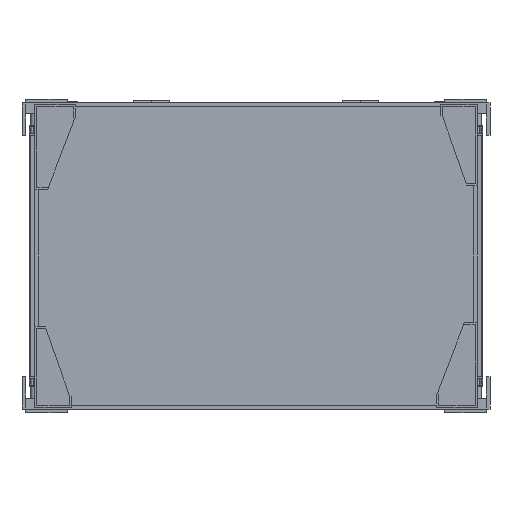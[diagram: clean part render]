
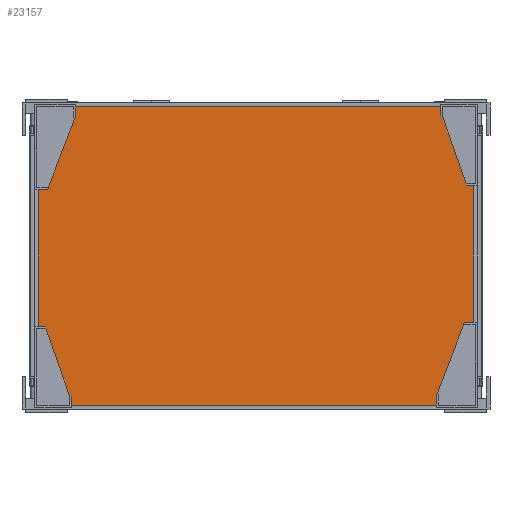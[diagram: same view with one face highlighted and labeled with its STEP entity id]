
A CAD part, front view. The second image highlights one B-rep face of the part: STEP entity #23157.
In plain terms, the highlighted planar face has unit normal (0, -1, 0).
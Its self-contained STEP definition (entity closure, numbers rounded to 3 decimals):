
#560 = LINE ( 'NONE', #9961, #3921 ) ;
#1312 = DIRECTION ( 'NONE',  ( -1., 0., 0. ) ) ;
#2150 = DIRECTION ( 'NONE',  ( 0., -1., 0. ) ) ;
#2827 = ORIENTED_EDGE ( 'NONE', *, *, #17438, .T. ) ;
#3921 = VECTOR ( 'NONE', #22615, 1000. ) ;
#3972 = DIRECTION ( 'NONE',  ( 0., 0., 1. ) ) ;
#4550 = CARTESIAN_POINT ( 'NONE',  ( 593.5, 45., -407.5 ) ) ;
#4580 = ORIENTED_EDGE ( 'NONE', *, *, #5621, .T. ) ;
#5621 = EDGE_CURVE ( 'NONE', #26447, #21937, #560, .T. ) ;
#5757 = CARTESIAN_POINT ( 'NONE',  ( -603.5, 45., -407.5 ) ) ;
#6707 = EDGE_LOOP ( 'NONE', ( #6999, #7830, #2827, #4580 ) ) ;
#6999 = ORIENTED_EDGE ( 'NONE', *, *, #22050, .F. ) ;
#7830 = ORIENTED_EDGE ( 'NONE', *, *, #19258, .F. ) ;
#9308 = LINE ( 'NONE', #15760, #24511 ) ;
#9531 = DIRECTION ( 'NONE',  ( 0., 0., 1. ) ) ;
#9937 = VECTOR ( 'NONE', #3972, 1000. ) ;
#9961 = CARTESIAN_POINT ( 'NONE',  ( -603.5, 45., 407.5 ) ) ;
#10158 = VERTEX_POINT ( 'NONE', #19411 ) ;
#11009 = PLANE ( 'NONE',  #26990 ) ;
#14240 = CARTESIAN_POINT ( 'NONE',  ( 593.5, 45., 407.5 ) ) ;
#14327 = LINE ( 'NONE', #16888, #9937 ) ;
#15535 = VECTOR ( 'NONE', #1312, 1000. ) ;
#15760 = CARTESIAN_POINT ( 'NONE',  ( -593.5, 45., 417.5 ) ) ;
#16888 = CARTESIAN_POINT ( 'NONE',  ( 593.5, 45., 417.5 ) ) ;
#17285 = CARTESIAN_POINT ( 'NONE',  ( -593.5, 45., 407.5 ) ) ;
#17438 = EDGE_CURVE ( 'NONE', #23826, #26447, #14327, .T. ) ;
#19258 = EDGE_CURVE ( 'NONE', #23826, #10158, #23998, .T. ) ;
#19393 = FACE_OUTER_BOUND ( 'NONE', #6707, .T. ) ;
#19397 = DIRECTION ( 'NONE',  ( 0., 0., -1. ) ) ;
#19411 = CARTESIAN_POINT ( 'NONE',  ( -593.5, 45., -407.5 ) ) ;
#21937 = VERTEX_POINT ( 'NONE', #17285 ) ;
#22050 = EDGE_CURVE ( 'NONE', #10158, #21937, #9308, .T. ) ;
#22615 = DIRECTION ( 'NONE',  ( -1., 0., 0. ) ) ;
#23157 = ADVANCED_FACE ( 'NONE', ( #19393 ), #11009, .T. ) ;
#23826 = VERTEX_POINT ( 'NONE', #4550 ) ;
#23998 = LINE ( 'NONE', #5757, #15535 ) ;
#24511 = VECTOR ( 'NONE', #9531, 1000. ) ;
#26082 = CARTESIAN_POINT ( 'NONE',  ( -603.5, 45., -500000. ) ) ;
#26447 = VERTEX_POINT ( 'NONE', #14240 ) ;
#26990 = AXIS2_PLACEMENT_3D ( 'NONE', #26082, #2150, #19397 ) ;
